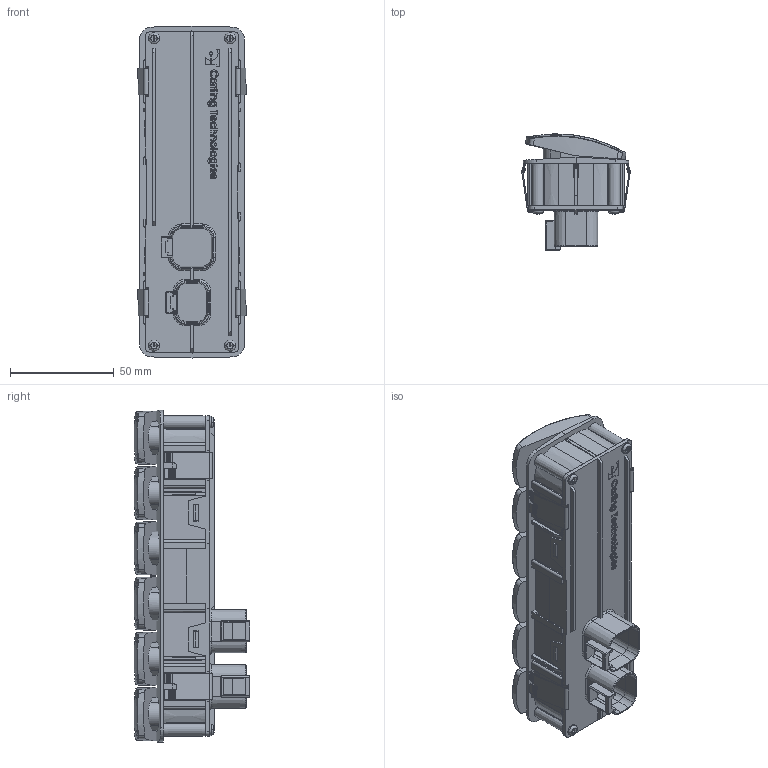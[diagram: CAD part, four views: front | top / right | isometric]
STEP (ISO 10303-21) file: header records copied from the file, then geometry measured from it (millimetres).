
FILE_DESCRIPTION((''),'2;1');
FILE_NAME('VM6_SHRINKWRAP','2018-04-24T14:45:11',('adamlydecker'),(''),'CREO PARAMETRIC BY PTC INC, 2017260','CREO PARAMETRIC BY PTC INC, 2017260','');
FILE_SCHEMA(('CONFIG_CONTROL_DESIGN'));
Length unit declared in the file: inch
Products named in the file (1): VM6_SHRINKWRAP
Bounding box: 52.36 x 55.98 x 160.27 mm (x, y, z)
Volume: 227402.8 mm3; surface area: 57516.6 mm2
Topology: 1 solids, 1 shells, 1936 faces, 5432 edges, 3523 vertices
Faces by surface type: plane 1065, cylinder 409, extrusion 199, bspline 131, cone 96, torus 36
Entity records: 72213 total; most frequent: CARTESIAN_POINT 24775, ORIENTED_EDGE 10864, DIRECTION 8136, EDGE_CURVE 5432, VECTOR 3806, LINE 3607, VERTEX_POINT 3523, AXIS2_PLACEMENT_3D 2165
